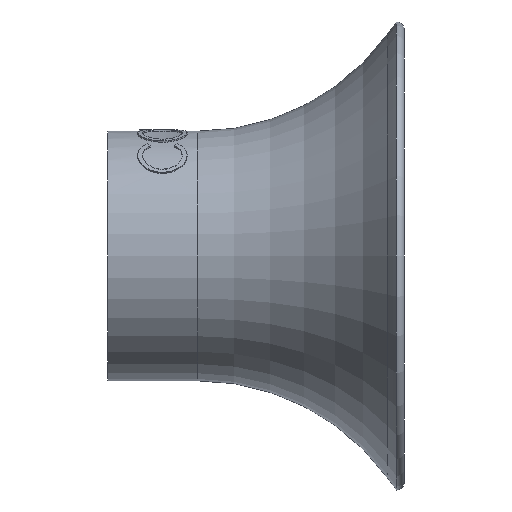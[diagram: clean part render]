
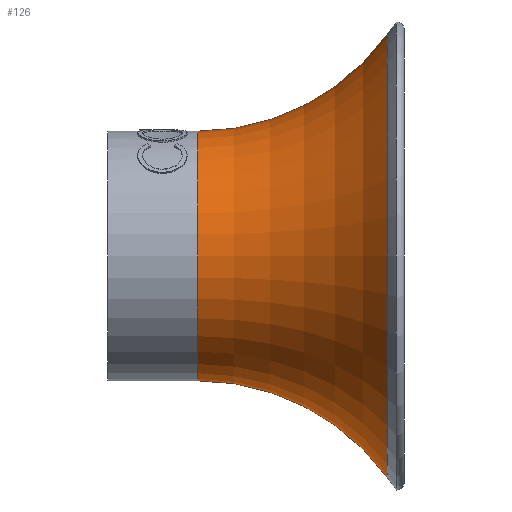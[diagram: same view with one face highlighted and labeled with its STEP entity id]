
A CAD part, left-side view. The second image highlights one B-rep face of the part: STEP entity #126.
In plain terms, the highlighted toroidal (fillet/blend) face has major radius 23 mm and minor radius 15 mm.
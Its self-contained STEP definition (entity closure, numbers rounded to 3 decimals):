
#126=ADVANCED_FACE('',(#320),#321,.F.);
#320=FACE_OUTER_BOUND('',#588,.T.);
#321=TOROIDAL_SURFACE('',#589,23.0,15.0);
#588=EDGE_LOOP('',(#4374,#4375,#4376,#4377));
#589=AXIS2_PLACEMENT_3D('',#4378,#4379,#4380);
#4374=ORIENTED_EDGE('',*,*,#5005,.F.);
#4375=ORIENTED_EDGE('',*,*,#5006,.T.);
#4376=ORIENTED_EDGE('',*,*,#5007,.T.);
#4377=ORIENTED_EDGE('',*,*,#5008,.F.);
#4378=CARTESIAN_POINT('',(0.0,-5.753,0.0));
#4379=DIRECTION('',(0.0,1.0,0.0));
#4380=DIRECTION('',(0.0,0.0,1.0));
#5005=EDGE_CURVE('',#5328,#5329,#5330,.T.);
#5006=EDGE_CURVE('',#5328,#5322,#5331,.T.);
#5007=EDGE_CURVE('',#5322,#5324,#5332,.T.);
#5008=EDGE_CURVE('',#5329,#5324,#5333,.T.);
#5322=VERTEX_POINT('',#5901);
#5324=VERTEX_POINT('',#5903);
#5328=VERTEX_POINT('',#5907);
#5329=VERTEX_POINT('',#5908);
#5330=CIRCLE('',#5909,8.0);
#5331=CIRCLE('',#5910,15.0);
#5332=CIRCLE('',#5911,14.204);
#5333=CIRCLE('',#5912,15.0);
#5901=CARTESIAN_POINT('',(0.,-17.903,-14.204));
#5903=CARTESIAN_POINT('',(0.0,-17.903,14.204));
#5907=CARTESIAN_POINT('',(0.,-5.753,-8.0));
#5908=CARTESIAN_POINT('',(0.0,-5.753,8.0));
#5909=AXIS2_PLACEMENT_3D('',#7940,#7941,#7942);
#5910=AXIS2_PLACEMENT_3D('',#7943,#7944,#7945);
#5911=AXIS2_PLACEMENT_3D('',#7946,#7947,#7948);
#5912=AXIS2_PLACEMENT_3D('',#7949,#7950,#7951);
#7940=CARTESIAN_POINT('',(0.0,-5.753,0.0));
#7941=DIRECTION('',(0.0,1.0,0.0));
#7942=DIRECTION('',(0.0,0.0,1.0));
#7943=CARTESIAN_POINT('',(0.,-5.753,-23.0));
#7944=DIRECTION('',(1.0,0.0,0.));
#7945=DIRECTION('',(0.,0.0,-1.0));
#7946=CARTESIAN_POINT('',(0.0,-17.903,0.0));
#7947=DIRECTION('',(0.0,1.0,0.0));
#7948=DIRECTION('',(0.0,0.0,1.0));
#7949=CARTESIAN_POINT('',(0.0,-5.753,23.0));
#7950=DIRECTION('',(-1.0,0.0,0.0));
#7951=DIRECTION('',(0.0,0.0,1.0));
